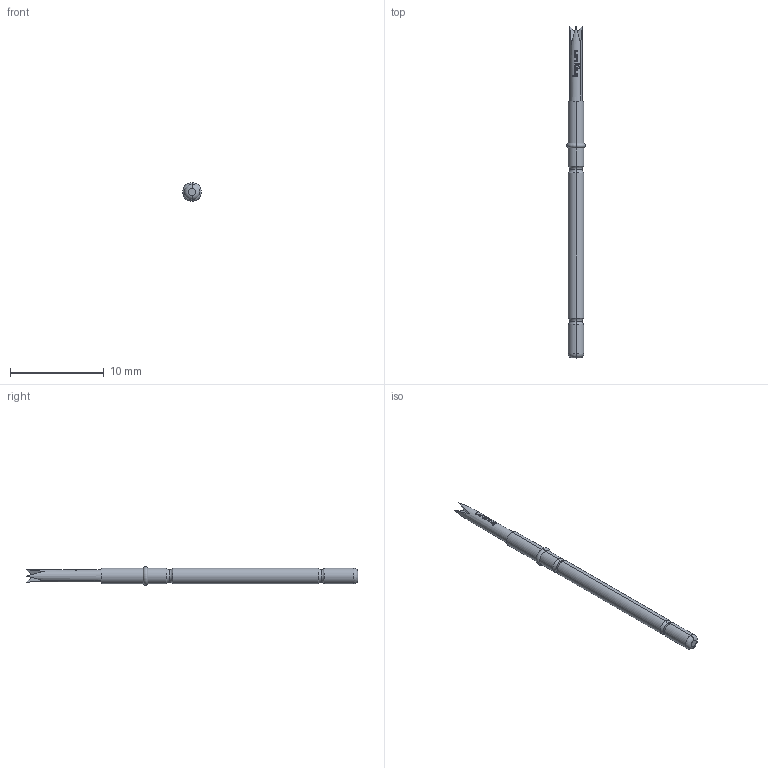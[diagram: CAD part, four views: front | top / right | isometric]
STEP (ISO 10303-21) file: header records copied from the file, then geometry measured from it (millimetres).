
FILE_DESCRIPTION (( 'STEP AP203' ), '1' );
FILE_NAME ('INGUN_GKS-912_214_130_R_xx05.STEP', '2021-09-28T12:51:43', ( 'ochi' ), ( '' ), 'SwSTEP 2.0', 'SolidWorks 2018', '' );
FILE_SCHEMA (( 'CONFIG_CONTROL_DESIGN' ));
Length unit declared in the file: millimetre
Products named in the file (1): INGUN_GKS-912_214_130_R_xx05
Bounding box: 2 x 35.4 x 2 mm (x, y, z)
Volume: 67.7 mm3; surface area: 179.8 mm2
Topology: 1 solids, 1 shells, 100 faces, 248 edges, 157 vertices
Faces by surface type: bspline 62, cylinder 16, torus 12, plane 10
Entity records: 4037 total; most frequent: CARTESIAN_POINT 2140, ORIENTED_EDGE 496, EDGE_CURVE 248, B_SPLINE_CURVE_WITH_KNOTS 186, DIRECTION 168, VERTEX_POINT 157, EDGE_LOOP 107, FACE_OUTER_BOUND 100
